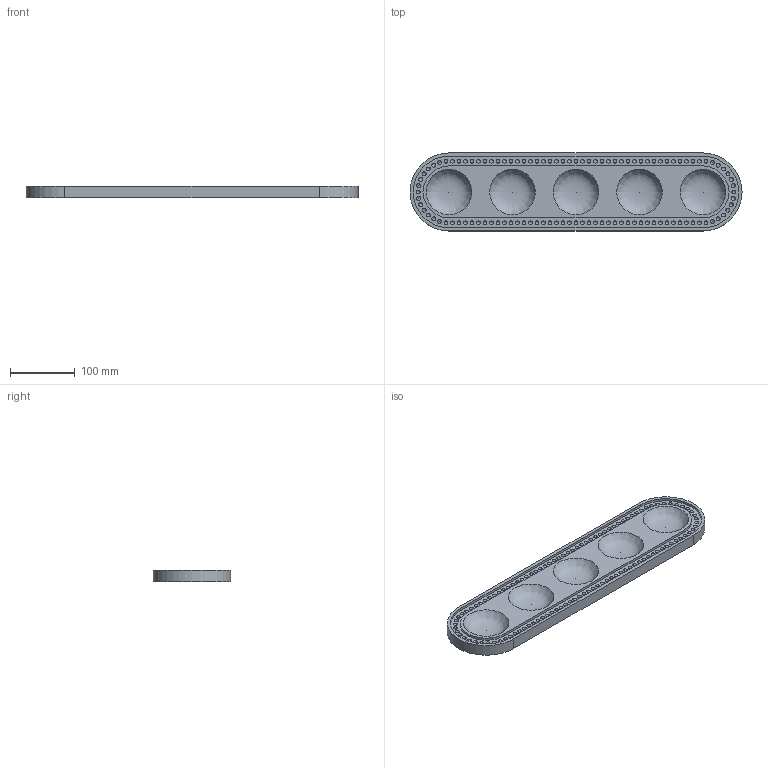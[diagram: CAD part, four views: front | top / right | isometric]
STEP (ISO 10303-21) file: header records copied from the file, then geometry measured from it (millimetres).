
FILE_DESCRIPTION(('FreeCAD Model'),'2;1');
FILE_NAME('Open CASCADE Shape Model','2025-04-27T19:50:09',('FreeCAD'),( 'FreeCAD'),'Open CASCADE STEP processor 7.6','FreeCAD','Unknown');
FILE_SCHEMA(('AUTOMOTIVE_DESIGN { 1 0 10303 214 1 1 1 1 }'));
Length unit declared in the file: millimetre
Products named in the file (1): Open CASCADE STEP translator 7.6 1
Bounding box: 510.78 x 120 x 18 mm (x, y, z)
Volume: 793613.4 mm3; surface area: 152546.5 mm2
Topology: 1 solids, 1 shells, 237 faces, 375 edges, 250 vertices
Faces by surface type: plane 118, bspline 113, cylinder 6
Entity records: 8411 total; most frequent: CARTESIAN_POINT 4156, DIRECTION 956, ORIENTED_EDGE 740, AXIS2_PLACEMENT_3D 466, EDGE_CURVE 370, FACE_BOUND 352, EDGE_LOOP 352, CIRCLE 341
